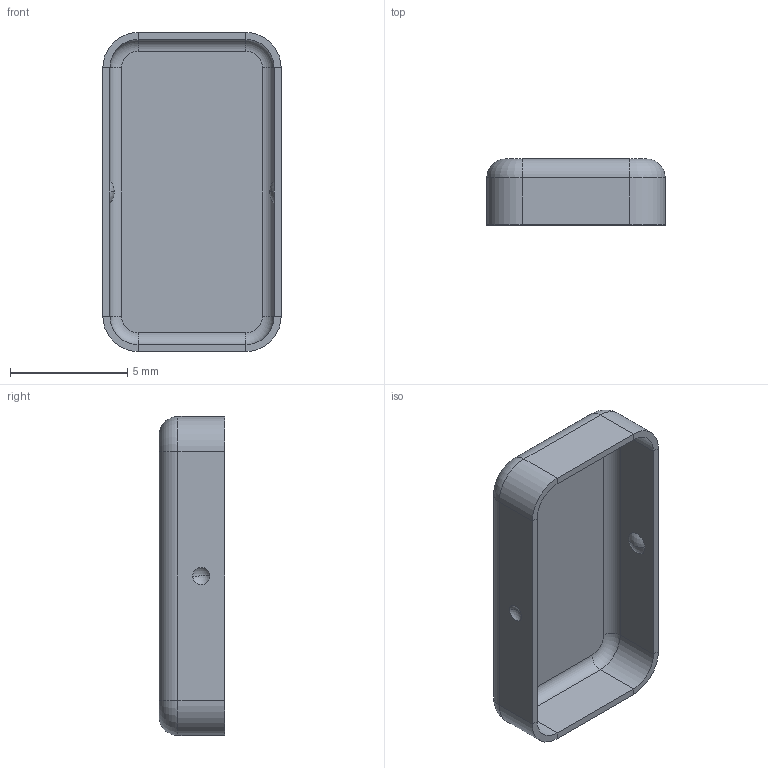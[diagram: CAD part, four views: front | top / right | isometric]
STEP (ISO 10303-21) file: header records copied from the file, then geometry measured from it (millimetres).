
FILE_DESCRIPTION (( 'STEP AP203' ), '1' );
FILE_NAME ('MS130-20C.STEP', '2024-03-05T06:12:27', ( '' ), ( '' ), 'SwSTEP 2.0', 'SolidWorks 2023', '' );
FILE_SCHEMA (( 'CONFIG_CONTROL_DESIGN' ));
Length unit declared in the file: millimetre
Products named in the file (1): MS130-20C
Bounding box: 7.6 x 2.8 x 13.6 mm (x, y, z)
Volume: 56.3 mm3; surface area: 387.4 mm2
Topology: 1 solids, 1 shells, 50 faces, 104 edges, 60 vertices
Faces by surface type: plane 18, cylinder 16, sphere 8, torus 8
Entity records: 1397 total; most frequent: DIRECTION 262, CARTESIAN_POINT 215, ORIENTED_EDGE 208, AXIS2_PLACEMENT_3D 107, EDGE_CURVE 104, VERTEX_POINT 60, CIRCLE 56, EDGE_LOOP 54
